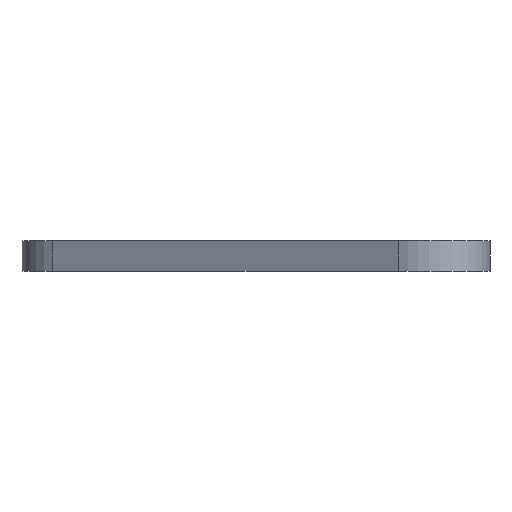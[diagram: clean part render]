
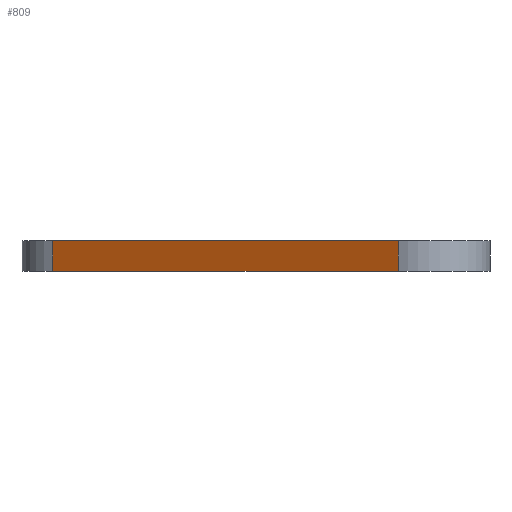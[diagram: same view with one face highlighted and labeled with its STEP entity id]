
A CAD part, left-side view. The second image highlights one B-rep face of the part: STEP entity #809.
In plain terms, the highlighted planar face has unit normal (-0.866, 0.5, 0).
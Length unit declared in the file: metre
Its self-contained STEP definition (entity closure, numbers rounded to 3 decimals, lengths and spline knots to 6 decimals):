
#52=PLANE('',#1105);
#69=LINE('',#1487,#126);
#71=LINE('',#1493,#128);
#72=LINE('',#1495,#129);
#73=LINE('',#1497,#130);
#126=VECTOR('',#1215,1.);
#128=VECTOR('',#1221,1.);
#129=VECTOR('',#1222,1.);
#130=VECTOR('',#1223,1.);
#187=ORIENTED_EDGE('',*,*,#421,.T.);
#188=ORIENTED_EDGE('',*,*,#422,.F.);
#189=ORIENTED_EDGE('',*,*,#423,.F.);
#190=ORIENTED_EDGE('',*,*,#418,.T.);
#418=EDGE_CURVE('',#536,#535,#69,.T.);
#421=EDGE_CURVE('',#535,#538,#71,.T.);
#422=EDGE_CURVE('',#539,#538,#72,.T.);
#423=EDGE_CURVE('',#536,#539,#73,.T.);
#535=VERTEX_POINT('',#1486);
#536=VERTEX_POINT('',#1488);
#538=VERTEX_POINT('',#1494);
#539=VERTEX_POINT('',#1496);
#673=EDGE_LOOP('',(#187,#188,#189,#190));
#726=FACE_BOUND('',#673,.T.);
#809=ADVANCED_FACE('',(#726),#52,.F.);
#1105=AXIS2_PLACEMENT_3D('',#1492,#1219,#1220);
#1215=DIRECTION('',(0.,0.,-1.));
#1219=DIRECTION('',(0.866,-0.5,0.));
#1220=DIRECTION('',(0.5,0.866,0.));
#1221=DIRECTION('',(-0.5,-0.866,0.));
#1222=DIRECTION('',(0.,0.,-1.));
#1223=DIRECTION('',(-0.5,-0.866,0.));
#1486=CARTESIAN_POINT('',(-0.004399,0.014377,0.));
#1487=CARTESIAN_POINT('',(-0.004399,0.014377,0.00254));
#1488=CARTESIAN_POINT('',(-0.004399,0.014377,0.00254));
#1492=CARTESIAN_POINT('',(-0.0127,0.,0.00254));
#1493=CARTESIAN_POINT('',(-0.0127,0.,0.));
#1494=CARTESIAN_POINT('',(-0.021001,-0.014377,0.));
#1495=CARTESIAN_POINT('',(-0.021001,-0.014377,0.00254));
#1496=CARTESIAN_POINT('',(-0.021001,-0.014377,0.00254));
#1497=CARTESIAN_POINT('',(-0.0127,0.,0.00254));
